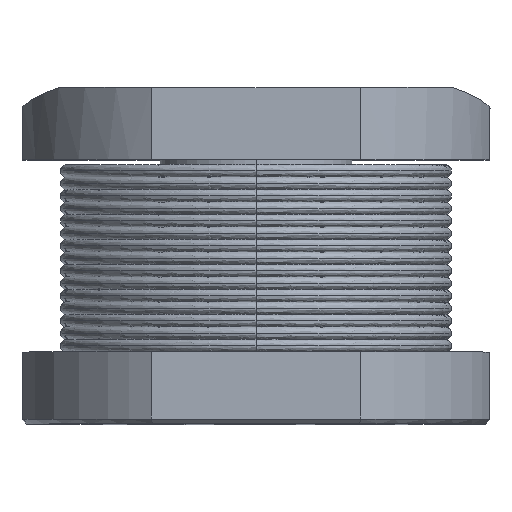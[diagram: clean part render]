
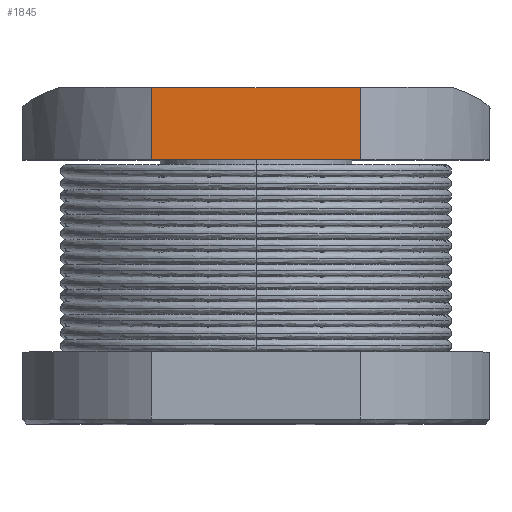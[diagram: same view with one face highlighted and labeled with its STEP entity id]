
A CAD part, top view. The second image highlights one B-rep face of the part: STEP entity #1845.
In plain terms, the highlighted free-form (B-spline) face has degree [1, 1] with [2, 2] control points.
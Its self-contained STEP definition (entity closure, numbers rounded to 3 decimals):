
#100 = VERTEX_POINT('',#101);
#101 = CARTESIAN_POINT('',(-1.775,9.129,5.869)
  );
#106 = EDGE_CURVE('',#100,#107,#109,.T.);
#107 = VERTEX_POINT('',#108);
#108 = CARTESIAN_POINT('',(1.775,9.129,5.869)
  );
#109 = B_SPLINE_CURVE_WITH_KNOTS('',1,(#110,#111),.UNSPECIFIED.,.F.,.F.,
  (2,2),(0.818,3.54),.PIECEWISE_BEZIER_KNOTS.);
#110 = CARTESIAN_POINT('',(-1.775,9.129,5.869)
  );
#111 = CARTESIAN_POINT('',(1.775,9.129,5.869)
  );
#180 = VERTEX_POINT('',#181);
#181 = CARTESIAN_POINT('',(2.842,9.132,5.869)
  );
#187 = EDGE_CURVE('',#180,#188,#190,.T.);
#188 = VERTEX_POINT('',#189);
#189 = CARTESIAN_POINT('',(2.842,7.173,5.869)
  );
#190 = B_SPLINE_CURVE_WITH_KNOTS('',1,(#191,#192),.UNSPECIFIED.,.F.,.F.,
  (2,2),(-0.002,1.5),.PIECEWISE_BEZIER_KNOTS.);
#191 = CARTESIAN_POINT('',(2.842,9.132,5.869)
  );
#192 = CARTESIAN_POINT('',(2.842,7.173,5.869)
  );
#1801 = EDGE_CURVE('',#1802,#1804,#1806,.T.);
#1802 = VERTEX_POINT('',#1803);
#1803 = CARTESIAN_POINT('',(-2.842,9.132,
    5.869));
#1804 = VERTEX_POINT('',#1805);
#1805 = CARTESIAN_POINT('',(-2.842,7.173,
    5.869));
#1806 = B_SPLINE_CURVE_WITH_KNOTS('',1,(#1807,#1808),.UNSPECIFIED.,.F.,
  .F.,(2,2),(-0.002,1.5),.PIECEWISE_BEZIER_KNOTS.);
#1807 = CARTESIAN_POINT('',(-2.842,9.132,
    5.869));
#1808 = CARTESIAN_POINT('',(-2.842,7.173,
    5.869));
#1845 = ADVANCED_FACE('',(#1846),#1880,.F.);
#1846 = FACE_BOUND('',#1847,.T.);
#1847 = EDGE_LOOP('',(#1848,#1853,#1854,#1861,#1866,#1867,#1874,#1879));
#1848 = ORIENTED_EDGE('',*,*,#1849,.T.);
#1849 = EDGE_CURVE('',#1804,#188,#1850,.T.);
#1850 = B_SPLINE_CURVE_WITH_KNOTS('',1,(#1851,#1852),.UNSPECIFIED.,.F.,
  .F.,(2,2),(0.,4.359),.PIECEWISE_BEZIER_KNOTS.);
#1851 = CARTESIAN_POINT('',(-2.842,7.173,
    5.869));
#1852 = CARTESIAN_POINT('',(2.842,7.173,5.869
    ));
#1853 = ORIENTED_EDGE('',*,*,#187,.F.);
#1854 = ORIENTED_EDGE('',*,*,#1855,.F.);
#1855 = EDGE_CURVE('',#1856,#180,#1858,.T.);
#1856 = VERTEX_POINT('',#1857);
#1857 = CARTESIAN_POINT('',(1.775,9.132,5.869
    ));
#1858 = B_SPLINE_CURVE_WITH_KNOTS('',1,(#1859,#1860),.UNSPECIFIED.,.F.,
  .F.,(2,2),(1.361,2.179),.PIECEWISE_BEZIER_KNOTS.);
#1859 = CARTESIAN_POINT('',(1.775,9.132,5.869
    ));
#1860 = CARTESIAN_POINT('',(2.842,9.132,5.869
    ));
#1861 = ORIENTED_EDGE('',*,*,#1862,.T.);
#1862 = EDGE_CURVE('',#1856,#107,#1863,.T.);
#1863 = B_SPLINE_CURVE_WITH_KNOTS('',1,(#1864,#1865),.UNSPECIFIED.,.F.,
  .F.,(2,2),(-0.,0.002),.PIECEWISE_BEZIER_KNOTS.);
#1864 = CARTESIAN_POINT('',(1.775,9.132,5.869
    ));
#1865 = CARTESIAN_POINT('',(1.775,9.129,5.869)
  );
#1866 = ORIENTED_EDGE('',*,*,#106,.F.);
#1867 = ORIENTED_EDGE('',*,*,#1868,.F.);
#1868 = EDGE_CURVE('',#1869,#100,#1871,.T.);
#1869 = VERTEX_POINT('',#1870);
#1870 = CARTESIAN_POINT('',(-1.775,9.132,
    5.869));
#1871 = B_SPLINE_CURVE_WITH_KNOTS('',1,(#1872,#1873),.UNSPECIFIED.,.F.,
  .F.,(2,2),(-0.,0.002),.PIECEWISE_BEZIER_KNOTS.);
#1872 = CARTESIAN_POINT('',(-1.775,9.132,
    5.869));
#1873 = CARTESIAN_POINT('',(-1.775,9.129,5.869
    ));
#1874 = ORIENTED_EDGE('',*,*,#1875,.F.);
#1875 = EDGE_CURVE('',#1802,#1869,#1876,.T.);
#1876 = B_SPLINE_CURVE_WITH_KNOTS('',1,(#1877,#1878),.UNSPECIFIED.,.F.,
  .F.,(2,2),(-2.179,-1.361),.PIECEWISE_BEZIER_KNOTS.);
#1877 = CARTESIAN_POINT('',(-2.842,9.132,
    5.869));
#1878 = CARTESIAN_POINT('',(-1.775,9.132,
    5.869));
#1879 = ORIENTED_EDGE('',*,*,#1801,.T.);
#1880 = B_SPLINE_SURFACE_WITH_KNOTS('',1,1,(
    (#1881,#1882)
    ,(#1883,#1884
    )),.UNSPECIFIED.,.F.,.F.,.F.,(2,2),(2,2),(-4.359,0.),(-1.5,
    0.002),.PIECEWISE_BEZIER_KNOTS.);
#1881 = CARTESIAN_POINT('',(2.842,7.173,5.869
    ));
#1882 = CARTESIAN_POINT('',(2.842,9.132,5.869
    ));
#1883 = CARTESIAN_POINT('',(-2.842,7.173,
    5.869));
#1884 = CARTESIAN_POINT('',(-2.842,9.132,
    5.869));
